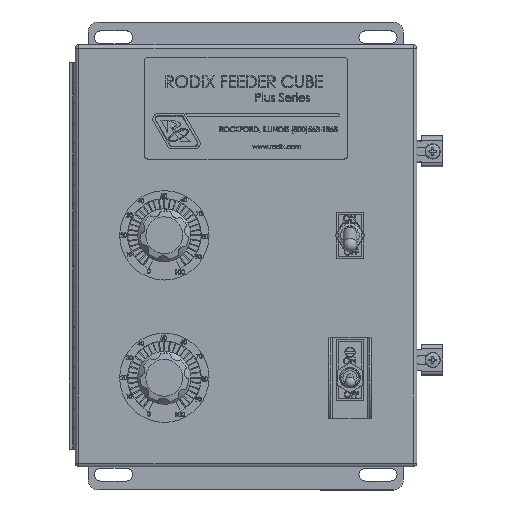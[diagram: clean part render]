
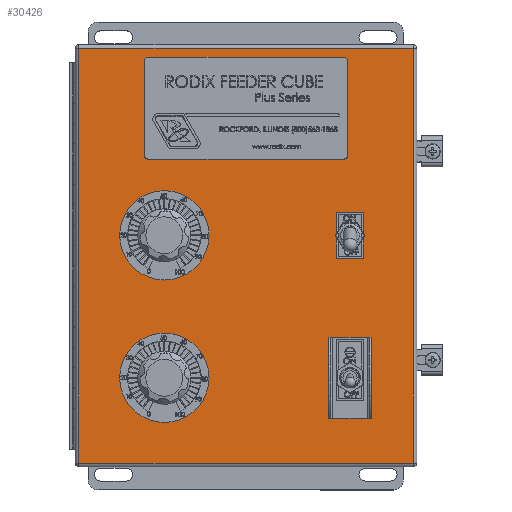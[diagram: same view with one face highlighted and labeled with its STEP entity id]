
A CAD part, top view. The second image highlights one B-rep face of the part: STEP entity #30426.
In plain terms, the highlighted planar face has unit normal (0, 0, 1).
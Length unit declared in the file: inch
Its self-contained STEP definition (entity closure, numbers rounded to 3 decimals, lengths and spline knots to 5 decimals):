
#612 = PLANE ( 'NONE',  #32341 ) ;
#8390 = CARTESIAN_POINT ( 'NONE',  ( 0., 0., 4.185 ) ) ;
#11010 = ORIENTED_EDGE ( 'NONE', *, *, #82311, .T. ) ;
#20798 = DIRECTION ( 'NONE',  ( 1., 0., 0. ) ) ;
#23047 = EDGE_LOOP ( 'NONE', ( #99296, #11010, #64455, #54348 ) ) ;
#25425 = DIRECTION ( 'NONE',  ( 0., 0., 1. ) ) ;
#26461 = CARTESIAN_POINT ( 'NONE',  ( 4.112, 5.1875, 4.185 ) ) ;
#27489 = DIRECTION ( 'NONE',  ( 0., 1., 0. ) ) ;
#30426 = ADVANCED_FACE ( 'NONE', ( #49255 ), #612, .T. ) ;
#30457 = CARTESIAN_POINT ( 'NONE',  ( -4.098, -5.0975, 4.185 ) ) ;
#32341 = AXIS2_PLACEMENT_3D ( 'NONE', #8390, #25425, #63226 ) ;
#34735 = LINE ( 'NONE', #26461, #43992 ) ;
#35960 = VERTEX_POINT ( 'NONE', #76089 ) ;
#41939 = CARTESIAN_POINT ( 'NONE',  ( -4.188, 5.0975, 4.185 ) ) ;
#43992 = VECTOR ( 'NONE', #27489, 39.37008 ) ;
#49255 = FACE_OUTER_BOUND ( 'NONE', #23047, .T. ) ;
#50827 = VERTEX_POINT ( 'NONE', #30457 ) ;
#54348 = ORIENTED_EDGE ( 'NONE', *, *, #79991, .T. ) ;
#59862 = CARTESIAN_POINT ( 'NONE',  ( 4.112, -5.0975, 4.185 ) ) ;
#62061 = VERTEX_POINT ( 'NONE', #80089 ) ;
#63226 = DIRECTION ( 'NONE',  ( 1., 0., 0. ) ) ;
#63909 = DIRECTION ( 'NONE',  ( 0., -1., 0. ) ) ;
#64455 = ORIENTED_EDGE ( 'NONE', *, *, #74294, .T. ) ;
#67071 = VECTOR ( 'NONE', #63909, 39.37008 ) ;
#74136 = LINE ( 'NONE', #90163, #95185 ) ;
#74294 = EDGE_CURVE ( 'NONE', #78218, #35960, #34735, .T. ) ;
#76089 = CARTESIAN_POINT ( 'NONE',  ( 4.112, 5.0975, 4.185 ) ) ;
#78218 = VERTEX_POINT ( 'NONE', #59862 ) ;
#78408 = EDGE_CURVE ( 'NONE', #62061, #50827, #80431, .T. ) ;
#79991 = EDGE_CURVE ( 'NONE', #35960, #62061, #81250, .T. ) ;
#80089 = CARTESIAN_POINT ( 'NONE',  ( -4.098, 5.0975, 4.185 ) ) ;
#80431 = LINE ( 'NONE', #87182, #67071 ) ;
#81250 = LINE ( 'NONE', #41939, #85051 ) ;
#82311 = EDGE_CURVE ( 'NONE', #50827, #78218, #74136, .T. ) ;
#85051 = VECTOR ( 'NONE', #97314, 39.37008 ) ;
#87182 = CARTESIAN_POINT ( 'NONE',  ( -4.098, -5.1875, 4.185 ) ) ;
#90163 = CARTESIAN_POINT ( 'NONE',  ( 4.202, -5.0975, 4.185 ) ) ;
#95185 = VECTOR ( 'NONE', #20798, 39.37008 ) ;
#97314 = DIRECTION ( 'NONE',  ( -1., 0., 0. ) ) ;
#99296 = ORIENTED_EDGE ( 'NONE', *, *, #78408, .T. ) ;
